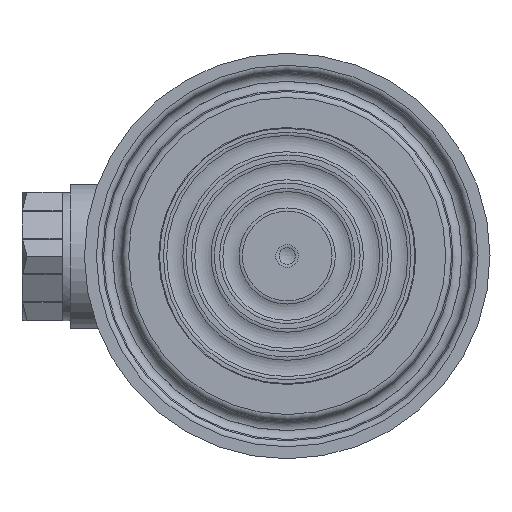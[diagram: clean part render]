
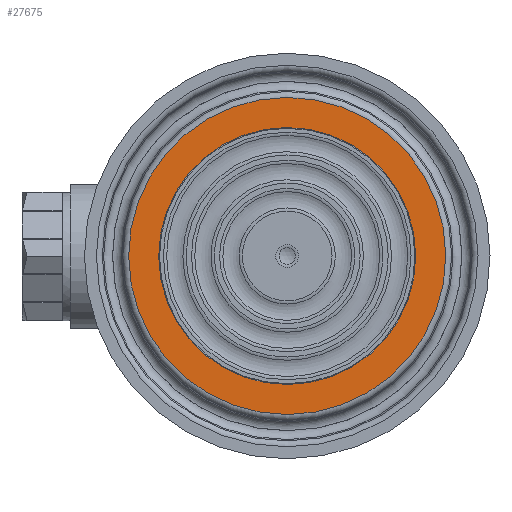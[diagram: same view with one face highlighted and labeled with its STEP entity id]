
A CAD part, left-side view. The second image highlights one B-rep face of the part: STEP entity #27675.
In plain terms, the highlighted planar face has unit normal (-1, 0, 0).
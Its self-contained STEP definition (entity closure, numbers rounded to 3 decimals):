
#558=FACE_BOUND('',#4916,.T.);
#1763=PLANE('',#29303);
#3281=FACE_OUTER_BOUND('',#4915,.T.);
#4915=EDGE_LOOP('',(#25781));
#4916=EDGE_LOOP('',(#25782));
#5500=CIRCLE('',#29298,16.);
#5503=CIRCLE('',#29304,19.742);
#13521=VERTEX_POINT('',#71207);
#13523=VERTEX_POINT('',#71216);
#17618=EDGE_CURVE('',#13521,#13521,#5500,.T.);
#17622=EDGE_CURVE('',#13523,#13523,#5503,.T.);
#25781=ORIENTED_EDGE('',*,*,#17622,.F.);
#25782=ORIENTED_EDGE('',*,*,#17618,.T.);
#27675=ADVANCED_FACE('',(#3281,#558),#1763,.T.);
#29298=AXIS2_PLACEMENT_3D('',#71208,#34329,#34330);
#29303=AXIS2_PLACEMENT_3D('',#71215,#34340,#34341);
#29304=AXIS2_PLACEMENT_3D('',#71217,#34342,#34343);
#34329=DIRECTION('center_axis',(1.,0.,0.));
#34330=DIRECTION('ref_axis',(0.,1.,0.));
#34340=DIRECTION('center_axis',(-1.,0.,0.));
#34341=DIRECTION('ref_axis',(0.,0.,1.));
#34342=DIRECTION('center_axis',(1.,0.,0.));
#34343=DIRECTION('ref_axis',(0.,0.,-1.));
#71207=CARTESIAN_POINT('',(0.,-16.,0.));
#71208=CARTESIAN_POINT('Origin',(0.,0.,
0.));
#71215=CARTESIAN_POINT('Origin',(0.,19.742,
0.));
#71216=CARTESIAN_POINT('',(0.,0.,19.742));
#71217=CARTESIAN_POINT('Origin',(0.,0.,0.));
